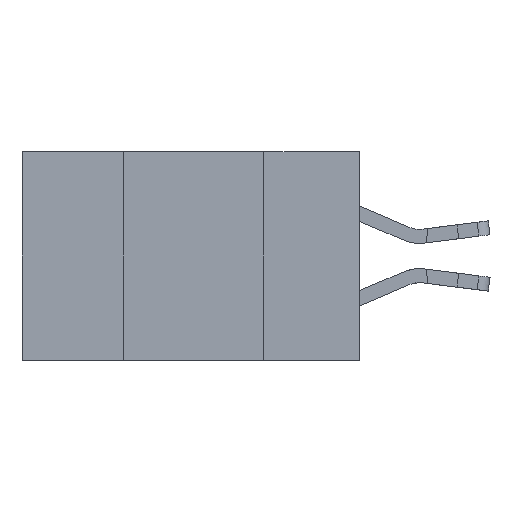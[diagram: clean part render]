
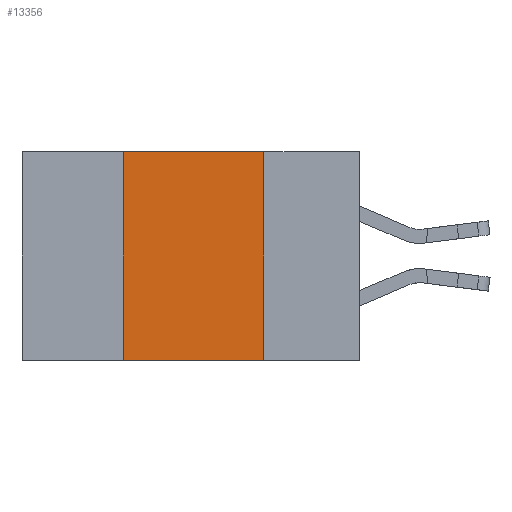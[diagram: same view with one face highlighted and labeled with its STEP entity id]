
A CAD part, left-side view. The second image highlights one B-rep face of the part: STEP entity #13356.
In plain terms, the highlighted planar face has unit normal (-1, 0, 0).
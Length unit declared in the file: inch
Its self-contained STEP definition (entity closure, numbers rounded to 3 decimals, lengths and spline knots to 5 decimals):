
#658 = LINE ( 'NONE', #1603, #9472 ) ;
#914 = ORIENTED_EDGE ( 'NONE', *, *, #5272, .F. ) ;
#1012 = VERTEX_POINT ( 'NONE', #15925 ) ;
#1034 = VERTEX_POINT ( 'NONE', #14452 ) ;
#1215 = DIRECTION ( 'NONE',  ( 0., 0., -1. ) ) ;
#1297 = CARTESIAN_POINT ( 'NONE',  ( 0., 0.17, 0. ) ) ;
#1307 = VECTOR ( 'NONE', #11473, 39.37008 ) ;
#1603 = CARTESIAN_POINT ( 'NONE',  ( 0., 0.42, 0. ) ) ;
#1725 = CARTESIAN_POINT ( 'NONE',  ( 0., 0.6, 0. ) ) ;
#2916 = EDGE_CURVE ( 'NONE', #5376, #1012, #658, .T. ) ;
#3725 = DIRECTION ( 'NONE',  ( 1., 0., 0. ) ) ;
#4729 = EDGE_CURVE ( 'NONE', #1012, #1034, #18191, .T. ) ;
#5272 = EDGE_CURVE ( 'NONE', #1034, #17688, #7004, .T. ) ;
#5376 = VERTEX_POINT ( 'NONE', #14417 ) ;
#6772 = ORIENTED_EDGE ( 'NONE', *, *, #2916, .F. ) ;
#7004 = LINE ( 'NONE', #1297, #10485 ) ;
#7533 = DIRECTION ( 'NONE',  ( 0., 0., 1. ) ) ;
#8886 = CARTESIAN_POINT ( 'NONE',  ( 0., 0.6, 0. ) ) ;
#9472 = VECTOR ( 'NONE', #7533, 39.37008 ) ;
#10444 = AXIS2_PLACEMENT_3D ( 'NONE', #8886, #3725, #15769 ) ;
#10485 = VECTOR ( 'NONE', #1215, 39.37008 ) ;
#10769 = EDGE_LOOP ( 'NONE', ( #914, #14817, #6772, #11852 ) ) ;
#11070 = EDGE_CURVE ( 'NONE', #5376, #17688, #16734, .T. ) ;
#11473 = DIRECTION ( 'NONE',  ( 0., -1., 0. ) ) ;
#11852 = ORIENTED_EDGE ( 'NONE', *, *, #11070, .T. ) ;
#13356 = ADVANCED_FACE ( 'NONE', ( #20765 ), #14073, .F. ) ;
#14073 = PLANE ( 'NONE',  #10444 ) ;
#14417 = CARTESIAN_POINT ( 'NONE',  ( 0., 0.42, -0.37 ) ) ;
#14452 = CARTESIAN_POINT ( 'NONE',  ( 0., 0.17, 0. ) ) ;
#14470 = DIRECTION ( 'NONE',  ( 0., -1., 0. ) ) ;
#14817 = ORIENTED_EDGE ( 'NONE', *, *, #4729, .F. ) ;
#15769 = DIRECTION ( 'NONE',  ( 0., 0., -1. ) ) ;
#15925 = CARTESIAN_POINT ( 'NONE',  ( 0., 0.42, 0. ) ) ;
#16734 = LINE ( 'NONE', #19767, #1307 ) ;
#17171 = CARTESIAN_POINT ( 'NONE',  ( 0., 0.17, -0.37 ) ) ;
#17688 = VERTEX_POINT ( 'NONE', #17171 ) ;
#18191 = LINE ( 'NONE', #1725, #21529 ) ;
#19767 = CARTESIAN_POINT ( 'NONE',  ( 0., 0.6, -0.37 ) ) ;
#20765 = FACE_OUTER_BOUND ( 'NONE', #10769, .T. ) ;
#21529 = VECTOR ( 'NONE', #14470, 39.37008 ) ;
